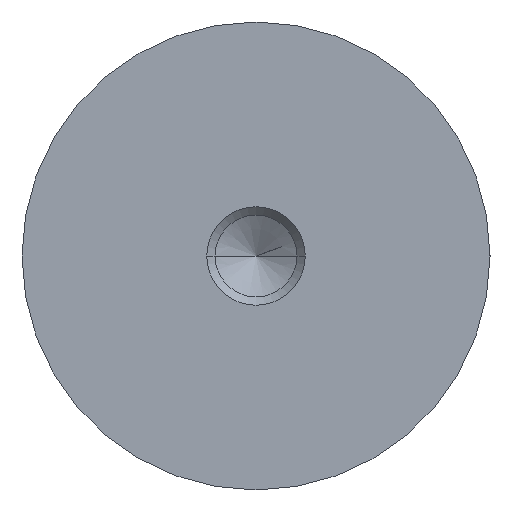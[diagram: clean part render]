
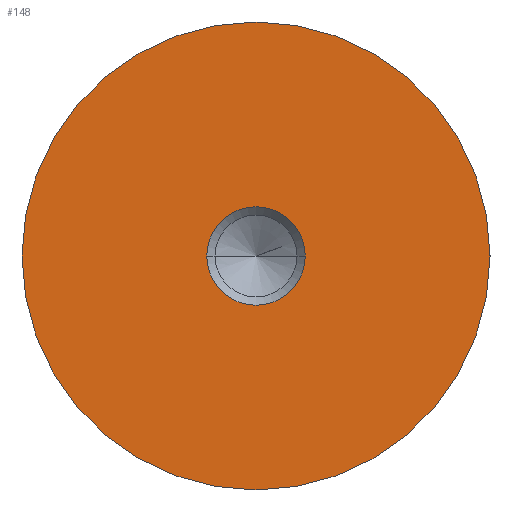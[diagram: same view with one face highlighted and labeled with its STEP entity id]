
A CAD part, left-side view. The second image highlights one B-rep face of the part: STEP entity #148.
In plain terms, the highlighted planar face has unit normal (-1, 0, 0).
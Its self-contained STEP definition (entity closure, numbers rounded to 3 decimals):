
#148=ADVANCED_FACE('',(#218,#219),#220,.T.);
#218=FACE_BOUND('',#306,.T.);
#219=FACE_OUTER_BOUND('',#307,.T.);
#220=PLANE('',#308);
#306=EDGE_LOOP('',(#521,#522));
#307=EDGE_LOOP('',(#523,#524));
#308=AXIS2_PLACEMENT_3D('',#525,#526,#527);
#521=ORIENTED_EDGE('',*,*,#667,.T.);
#522=ORIENTED_EDGE('',*,*,#688,.T.);
#523=ORIENTED_EDGE('',*,*,#669,.F.);
#524=ORIENTED_EDGE('',*,*,#687,.F.);
#525=CARTESIAN_POINT('',(0.0,9.5,0.0));
#526=DIRECTION('',(-1.0,0.0,0.0));
#527=DIRECTION('',(0.0,-1.0,0.0));
#667=EDGE_CURVE('',#776,#778,#780,.T.);
#669=EDGE_CURVE('',#781,#784,#785,.T.);
#687=EDGE_CURVE('',#784,#781,#811,.T.);
#688=EDGE_CURVE('',#778,#776,#812,.T.);
#776=VERTEX_POINT('',#927);
#778=VERTEX_POINT('',#930);
#780=CIRCLE('',#933,4.0);
#781=VERTEX_POINT('',#934);
#784=VERTEX_POINT('',#938);
#785=CIRCLE('',#939,19.0);
#811=CIRCLE('',#970,19.0);
#812=CIRCLE('',#971,4.0);
#927=CARTESIAN_POINT('',(0.0,4.0,0.0));
#930=CARTESIAN_POINT('',(0.0,-4.0,0.));
#933=AXIS2_PLACEMENT_3D('',#1094,#1095,#1096);
#934=CARTESIAN_POINT('',(0.0,19.0,0.0));
#938=CARTESIAN_POINT('',(0.0,-19.0,0.));
#939=AXIS2_PLACEMENT_3D('',#1098,#1099,#1100);
#970=AXIS2_PLACEMENT_3D('',#1142,#1143,#1144);
#971=AXIS2_PLACEMENT_3D('',#1145,#1146,#1147);
#1094=CARTESIAN_POINT('',(0.0,0.0,0.0));
#1095=DIRECTION('',(1.0,0.0,0.0));
#1096=DIRECTION('',(0.0,1.0,0.0));
#1098=CARTESIAN_POINT('',(0.0,0.0,0.0));
#1099=DIRECTION('',(1.0,0.0,0.0));
#1100=DIRECTION('',(0.0,1.0,0.0));
#1142=CARTESIAN_POINT('',(0.0,0.0,0.0));
#1143=DIRECTION('',(1.0,0.0,0.0));
#1144=DIRECTION('',(0.0,1.0,0.0));
#1145=CARTESIAN_POINT('',(0.0,0.0,0.0));
#1146=DIRECTION('',(1.0,0.0,0.0));
#1147=DIRECTION('',(0.0,1.0,0.0));
